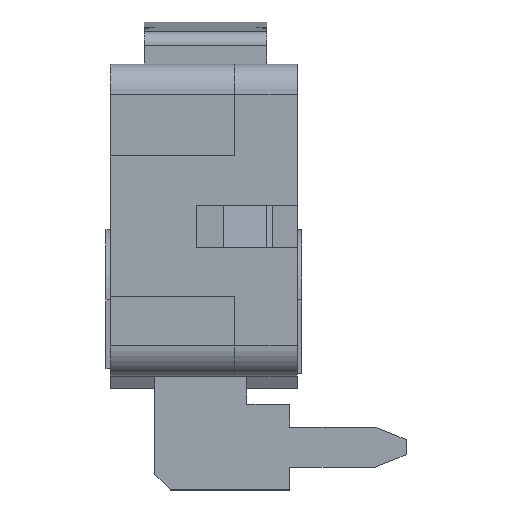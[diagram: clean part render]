
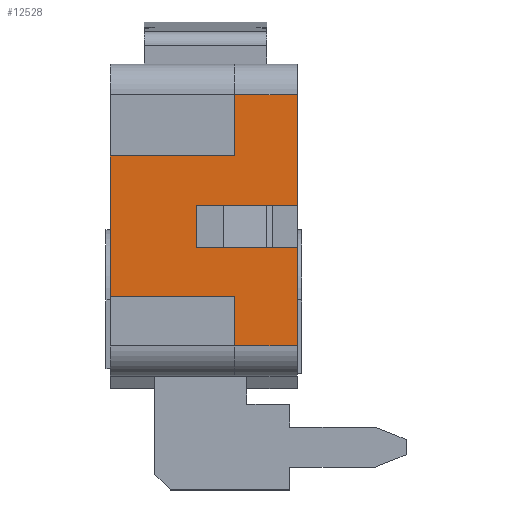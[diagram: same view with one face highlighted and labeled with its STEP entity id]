
A CAD part, left-side view. The second image highlights one B-rep face of the part: STEP entity #12528.
In plain terms, the highlighted planar face has unit normal (-1, 0, 0).
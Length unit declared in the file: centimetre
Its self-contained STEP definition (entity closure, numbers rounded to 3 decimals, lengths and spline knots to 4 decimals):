
#1102=FACE_OUTER_BOUND('',#1810,.T.);
#1810=EDGE_LOOP('',(#10093,#10094,#10095,#10096,#10097,#10098,#10099,#10100,
#10101,#10102,#10103,#10104,#10105,#10106));
#2442=LINE('',#16516,#3852);
#2924=LINE('',#19341,#4334);
#2941=LINE('',#19381,#4351);
#2981=LINE('',#19484,#4391);
#2986=LINE('',#19494,#4396);
#2987=LINE('',#19496,#4397);
#2988=LINE('',#19497,#4398);
#2989=LINE('',#19499,#4399);
#2990=LINE('',#19501,#4400);
#2991=LINE('',#19503,#4401);
#2992=LINE('',#19505,#4402);
#2993=LINE('',#19507,#4403);
#2994=LINE('',#19509,#4404);
#2995=LINE('',#19510,#4405);
#3852=VECTOR('',#13911,1.);
#4334=VECTOR('',#14701,1.);
#4351=VECTOR('',#14726,1.);
#4391=VECTOR('',#14838,1.);
#4396=VECTOR('',#14847,1.);
#4397=VECTOR('',#14848,1.);
#4398=VECTOR('',#14849,1.);
#4399=VECTOR('',#14850,1.);
#4400=VECTOR('',#14851,1.);
#4401=VECTOR('',#14852,1.);
#4402=VECTOR('',#14853,1.);
#4403=VECTOR('',#14854,1.);
#4404=VECTOR('',#14855,1.);
#4405=VECTOR('',#14856,1.);
#5180=VERTEX_POINT('',#16506);
#5184=VERTEX_POINT('',#16514);
#5652=VERTEX_POINT('',#19338);
#5653=VERTEX_POINT('',#19340);
#5672=VERTEX_POINT('',#19379);
#5698=VERTEX_POINT('',#19481);
#5702=VERTEX_POINT('',#19493);
#5703=VERTEX_POINT('',#19495);
#5704=VERTEX_POINT('',#19498);
#5705=VERTEX_POINT('',#19500);
#5706=VERTEX_POINT('',#19502);
#5707=VERTEX_POINT('',#19504);
#5708=VERTEX_POINT('',#19506);
#5709=VERTEX_POINT('',#19508);
#6492=EDGE_CURVE('',#5180,#5184,#2442,.T.);
#7196=EDGE_CURVE('',#5653,#5652,#2924,.T.);
#7217=EDGE_CURVE('',#5184,#5672,#2941,.T.);
#7265=EDGE_CURVE('',#5652,#5698,#2981,.T.);
#7270=EDGE_CURVE('',#5702,#5698,#2986,.T.);
#7271=EDGE_CURVE('',#5702,#5703,#2987,.T.);
#7272=EDGE_CURVE('',#5180,#5703,#2988,.T.);
#7273=EDGE_CURVE('',#5672,#5704,#2989,.T.);
#7274=EDGE_CURVE('',#5705,#5704,#2990,.T.);
#7275=EDGE_CURVE('',#5706,#5705,#2991,.T.);
#7276=EDGE_CURVE('',#5706,#5707,#2992,.T.);
#7277=EDGE_CURVE('',#5708,#5707,#2993,.T.);
#7278=EDGE_CURVE('',#5709,#5708,#2994,.T.);
#7279=EDGE_CURVE('',#5653,#5709,#2995,.T.);
#10093=ORIENTED_EDGE('',*,*,#7265,.T.);
#10094=ORIENTED_EDGE('',*,*,#7270,.F.);
#10095=ORIENTED_EDGE('',*,*,#7271,.T.);
#10096=ORIENTED_EDGE('',*,*,#7272,.F.);
#10097=ORIENTED_EDGE('',*,*,#6492,.T.);
#10098=ORIENTED_EDGE('',*,*,#7217,.T.);
#10099=ORIENTED_EDGE('',*,*,#7273,.T.);
#10100=ORIENTED_EDGE('',*,*,#7274,.F.);
#10101=ORIENTED_EDGE('',*,*,#7275,.F.);
#10102=ORIENTED_EDGE('',*,*,#7276,.T.);
#10103=ORIENTED_EDGE('',*,*,#7277,.F.);
#10104=ORIENTED_EDGE('',*,*,#7278,.F.);
#10105=ORIENTED_EDGE('',*,*,#7279,.F.);
#10106=ORIENTED_EDGE('',*,*,#7196,.T.);
#11949=PLANE('',#13146);
#12528=ADVANCED_FACE('',(#1102),#11949,.T.);
#13146=AXIS2_PLACEMENT_3D('',#19492,#14845,#14846);
#13911=DIRECTION('',(0.,-1.,0.));
#14701=DIRECTION('',(0.,0.,1.));
#14726=DIRECTION('',(0.,0.,1.));
#14838=DIRECTION('',(0.,1.,0.));
#14845=DIRECTION('center_axis',(-1.,0.,0.));
#14846=DIRECTION('ref_axis',(0.,0.,
1.));
#14847=DIRECTION('',(0.,-1.,0.));
#14848=DIRECTION('',(0.,0.,1.));
#14849=DIRECTION('',(0.,1.,0.));
#14850=DIRECTION('',(0.,1.,0.));
#14851=DIRECTION('',(0.,0.,1.));
#14852=DIRECTION('',(0.,-1.,0.));
#14853=DIRECTION('',(0.,0.,-1.));
#14854=DIRECTION('',(0.,1.,0.));
#14855=DIRECTION('',(0.,0.,1.));
#14856=DIRECTION('',(0.,1.,0.));
#16506=CARTESIAN_POINT('',(-0.51,-0.37,0.31));
#16514=CARTESIAN_POINT('',(-0.51,-0.61,0.31));
#16516=CARTESIAN_POINT('',(-0.51,-0.61,0.31));
#19338=CARTESIAN_POINT('',(-0.51,-0.61,0.17));
#19340=CARTESIAN_POINT('',(-0.51,-0.61,-0.15));
#19341=CARTESIAN_POINT('',(-0.51,-0.61,-0.25));
#19379=CARTESIAN_POINT('',(-0.51,-0.61,0.67));
#19381=CARTESIAN_POINT('',(-0.51,-0.61,-0.25));
#19481=CARTESIAN_POINT('',(-0.51,-0.37,0.17));
#19484=CARTESIAN_POINT('',(-0.51,-0.445,0.17));
#19492=CARTESIAN_POINT('Origin',(-0.51,-0.61,
0.77));
#19493=CARTESIAN_POINT('',(-0.51,-0.28,0.17));
#19494=CARTESIAN_POINT('',(-0.51,-0.28,0.17));
#19495=CARTESIAN_POINT('',(-0.51,-0.28,0.31));
#19496=CARTESIAN_POINT('',(-0.51,-0.28,0.24));
#19497=CARTESIAN_POINT('',(-0.51,-0.28,0.31));
#19498=CARTESIAN_POINT('',(-0.51,-0.405,0.67));
#19499=CARTESIAN_POINT('',(-0.51,-0.51,0.67));
#19500=CARTESIAN_POINT('',(-0.51,-0.405,0.47));
#19501=CARTESIAN_POINT('',(-0.51,-0.405,0.77));
#19502=CARTESIAN_POINT('',(-0.51,0.,0.47));
#19503=CARTESIAN_POINT('',(-0.51,-0.2025,0.47));
#19504=CARTESIAN_POINT('',(-0.51,0.,0.01));
#19505=CARTESIAN_POINT('',(-0.51,0.,0.01));
#19506=CARTESIAN_POINT('',(-0.51,-0.405,0.01));
#19507=CARTESIAN_POINT('',(-0.51,0.,0.01));
#19508=CARTESIAN_POINT('',(-0.51,-0.405,-0.15));
#19509=CARTESIAN_POINT('',(-0.51,-0.405,0.77));
#19510=CARTESIAN_POINT('',(-0.51,-0.51,-0.15));
